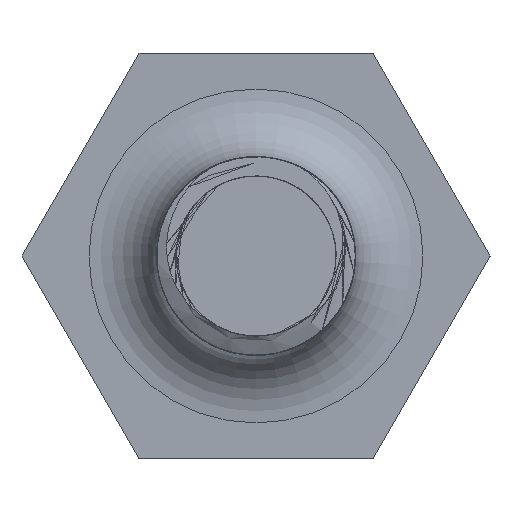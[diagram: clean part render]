
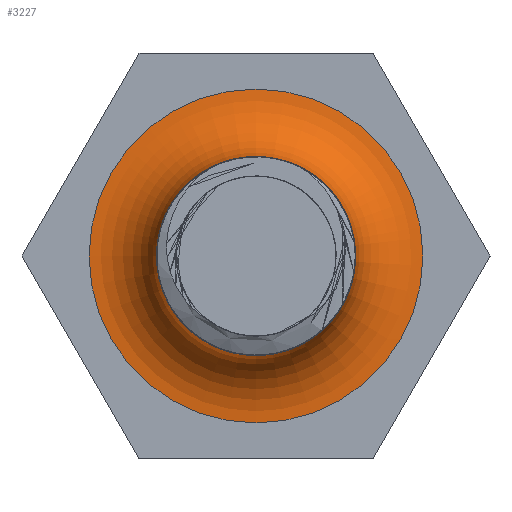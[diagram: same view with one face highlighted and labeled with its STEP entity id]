
A CAD part, left-side view. The second image highlights one B-rep face of the part: STEP entity #3227.
In plain terms, the highlighted toroidal (fillet/blend) face has major radius 4.942 mm and minor radius 2 mm.
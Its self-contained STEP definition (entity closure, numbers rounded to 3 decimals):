
#17=TOROIDAL_SURFACE('',#3420,4.942,2.);
#191=FACE_OUTER_BOUND('',#365,.T.);
#365=EDGE_LOOP('',(#2680,#2681,#2682,#2683,#2684,#2685));
#387=CIRCLE('',#3338,2.942);
#389=CIRCLE('',#3416,2.942);
#390=CIRCLE('',#3417,2.942);
#392=CIRCLE('',#3421,4.942);
#393=CIRCLE('',#3422,2.);
#1219=VERTEX_POINT('',#6795);
#1220=VERTEX_POINT('',#6815);
#1373=VERTEX_POINT('',#9684);
#1378=VERTEX_POINT('',#11956);
#1629=EDGE_CURVE('',#1220,#1219,#387,.T.);
#1858=EDGE_CURVE('',#1373,#1220,#389,.T.);
#1859=EDGE_CURVE('',#1219,#1373,#390,.T.);
#1868=EDGE_CURVE('',#1378,#1378,#392,.T.);
#1869=EDGE_CURVE('',#1378,#1373,#393,.T.);
#2680=ORIENTED_EDGE('',*,*,#1868,.T.);
#2681=ORIENTED_EDGE('',*,*,#1869,.T.);
#2682=ORIENTED_EDGE('',*,*,#1858,.T.);
#2683=ORIENTED_EDGE('',*,*,#1629,.T.);
#2684=ORIENTED_EDGE('',*,*,#1859,.T.);
#2685=ORIENTED_EDGE('',*,*,#1869,.F.);
#3227=ADVANCED_FACE('',(#191),#17,.F.);
#3338=AXIS2_PLACEMENT_3D('',#6816,#3682,#3683);
#3416=AXIS2_PLACEMENT_3D('',#9685,#3913,#3914);
#3417=AXIS2_PLACEMENT_3D('',#9686,#3915,#3916);
#3420=AXIS2_PLACEMENT_3D('',#11955,#3921,#3922);
#3421=AXIS2_PLACEMENT_3D('',#11957,#3923,#3924);
#3422=AXIS2_PLACEMENT_3D('',#11958,#3925,#3926);
#3682=DIRECTION('center_axis',(1.,0.,0.));
#3683=DIRECTION('ref_axis',(0.,1.,0.));
#3913=DIRECTION('center_axis',(1.,0.,0.));
#3914=DIRECTION('ref_axis',(0.,1.,0.));
#3915=DIRECTION('center_axis',(1.,0.,0.));
#3916=DIRECTION('ref_axis',(0.,1.,0.));
#3921=DIRECTION('center_axis',(-1.,0.,0.));
#3922=DIRECTION('ref_axis',(0.,0.,1.));
#3923=DIRECTION('center_axis',(-1.,0.,0.));
#3924=DIRECTION('ref_axis',(0.,1.,0.));
#3925=DIRECTION('center_axis',(0.,-1.,0.));
#3926=DIRECTION('ref_axis',(0.,0.,-1.));
#6795=CARTESIAN_POINT('',(38.,-1.29,2.647));
#6815=CARTESIAN_POINT('',(38.,1.289,2.645));
#6816=CARTESIAN_POINT('Origin',(38.,0.,0.));
#9684=CARTESIAN_POINT('',(38.,0.,-2.942));
#9685=CARTESIAN_POINT('Origin',(38.,0.,0.));
#9686=CARTESIAN_POINT('Origin',(38.,0.,0.));
#11955=CARTESIAN_POINT('Origin',(38.,0.,0.));
#11956=CARTESIAN_POINT('',(40.,0.,-4.942));
#11957=CARTESIAN_POINT('Origin',(40.,0.,0.));
#11958=CARTESIAN_POINT('Origin',(38.,0.,-4.942));
